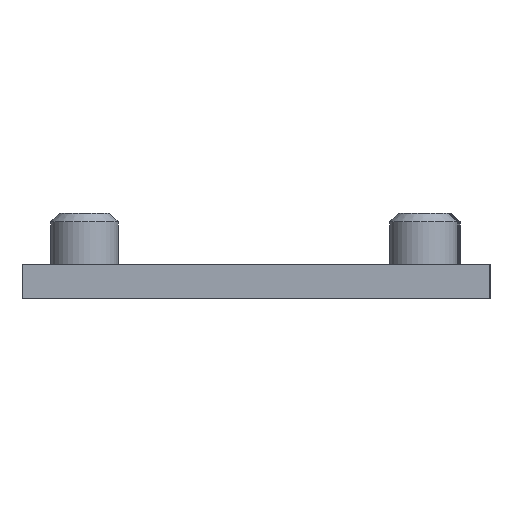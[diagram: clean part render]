
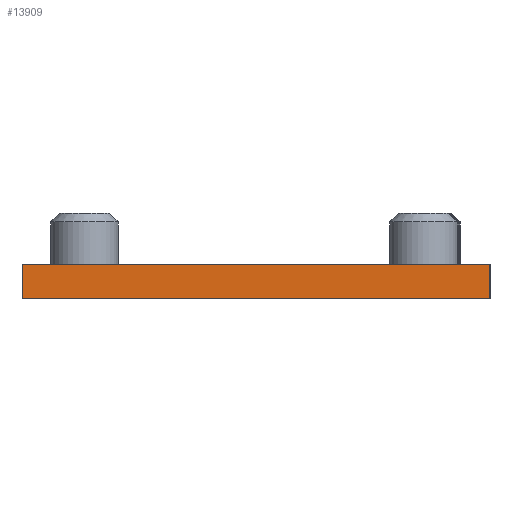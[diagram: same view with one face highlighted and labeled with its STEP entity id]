
A CAD part, left-side view. The second image highlights one B-rep face of the part: STEP entity #13909.
In plain terms, the highlighted planar face has unit normal (-1, 0, 0).
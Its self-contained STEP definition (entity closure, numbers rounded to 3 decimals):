
#94 = PLANE('',#95);
#95 = AXIS2_PLACEMENT_3D('',#96,#97,#98);
#96 = CARTESIAN_POINT('',(90.009,-32.593,-6.));
#97 = DIRECTION('',(-0.,-0.,-1.));
#98 = DIRECTION('',(-1.,0.,0.));
#170 = EDGE_CURVE('',#171,#173,#175,.T.);
#171 = VERTEX_POINT('',#172);
#172 = CARTESIAN_POINT('',(0.,-55.,-6.));
#173 = VERTEX_POINT('',#174);
#174 = CARTESIAN_POINT('',(0.,0.,-6.));
#175 = SURFACE_CURVE('',#176,(#180,#186),.PCURVE_S1.);
#176 = LINE('',#177,#178);
#177 = CARTESIAN_POINT('',(0.,-43.796,-6.));
#178 = VECTOR('',#179,1.);
#179 = DIRECTION('',(0.,1.,0.));
#180 = PCURVE('',#94,#181);
#181 = DEFINITIONAL_REPRESENTATION('',(#182),#185);
#182 = B_SPLINE_CURVE_WITH_KNOTS('',1,(#183,#184),.UNSPECIFIED.,.F.,.F.,
  (2,2),(-16.704,49.296),.PIECEWISE_BEZIER_KNOTS.);
#183 = CARTESIAN_POINT('',(90.009,-27.907));
#184 = CARTESIAN_POINT('',(90.009,38.093));
#185 = ( GEOMETRIC_REPRESENTATION_CONTEXT(2) 
PARAMETRIC_REPRESENTATION_CONTEXT() REPRESENTATION_CONTEXT('2D SPACE',''
  ) );
#186 = PCURVE('',#187,#192);
#187 = PLANE('',#188);
#188 = AXIS2_PLACEMENT_3D('',#189,#190,#191);
#189 = CARTESIAN_POINT('',(0.,-55.,0.));
#190 = DIRECTION('',(1.,0.,0.));
#191 = DIRECTION('',(0.,1.,0.));
#192 = DEFINITIONAL_REPRESENTATION('',(#193),#196);
#193 = B_SPLINE_CURVE_WITH_KNOTS('',1,(#194,#195),.UNSPECIFIED.,.F.,.F.,
  (2,2),(-16.704,49.296),.PIECEWISE_BEZIER_KNOTS.);
#194 = CARTESIAN_POINT('',(-5.5,-6.));
#195 = CARTESIAN_POINT('',(60.5,-6.));
#196 = ( GEOMETRIC_REPRESENTATION_CONTEXT(2) 
PARAMETRIC_REPRESENTATION_CONTEXT() REPRESENTATION_CONTEXT('2D SPACE',''
  ) );
#213 = PLANE('',#214);
#214 = AXIS2_PLACEMENT_3D('',#215,#216,#217);
#215 = CARTESIAN_POINT('',(0.,0.,0.));
#216 = DIRECTION('',(0.,-1.,0.));
#217 = DIRECTION('',(1.,0.,0.));
#263 = PLANE('',#264);
#264 = AXIS2_PLACEMENT_3D('',#265,#266,#267);
#265 = CARTESIAN_POINT('',(173.,-55.,0.));
#266 = DIRECTION('',(0.,1.,0.));
#267 = DIRECTION('',(-1.,0.,0.));
#13909 = ADVANCED_FACE('',(#13910),#187,.F.);
#13910 = FACE_BOUND('',#13911,.F.);
#13911 = EDGE_LOOP('',(#13912,#13913,#13936,#13964));
#13912 = ORIENTED_EDGE('',*,*,#170,.F.);
#13913 = ORIENTED_EDGE('',*,*,#13914,.T.);
#13914 = EDGE_CURVE('',#171,#13915,#13917,.T.);
#13915 = VERTEX_POINT('',#13916);
#13916 = CARTESIAN_POINT('',(0.,-55.,-10.));
#13917 = SURFACE_CURVE('',#13918,(#13922,#13929),.PCURVE_S1.);
#13918 = LINE('',#13919,#13920);
#13919 = CARTESIAN_POINT('',(0.,-55.,0.));
#13920 = VECTOR('',#13921,1.);
#13921 = DIRECTION('',(-0.,-0.,-1.));
#13922 = PCURVE('',#187,#13923);
#13923 = DEFINITIONAL_REPRESENTATION('',(#13924),#13928);
#13924 = LINE('',#13925,#13926);
#13925 = CARTESIAN_POINT('',(0.,0.));
#13926 = VECTOR('',#13927,1.);
#13927 = DIRECTION('',(0.,-1.));
#13928 = ( GEOMETRIC_REPRESENTATION_CONTEXT(2) 
PARAMETRIC_REPRESENTATION_CONTEXT() REPRESENTATION_CONTEXT('2D SPACE',''
  ) );
#13929 = PCURVE('',#263,#13930);
#13930 = DEFINITIONAL_REPRESENTATION('',(#13931),#13935);
#13931 = LINE('',#13932,#13933);
#13932 = CARTESIAN_POINT('',(173.,0.));
#13933 = VECTOR('',#13934,1.);
#13934 = DIRECTION('',(0.,-1.));
#13935 = ( GEOMETRIC_REPRESENTATION_CONTEXT(2) 
PARAMETRIC_REPRESENTATION_CONTEXT() REPRESENTATION_CONTEXT('2D SPACE',''
  ) );
#13936 = ORIENTED_EDGE('',*,*,#13937,.T.);
#13937 = EDGE_CURVE('',#13915,#13938,#13940,.T.);
#13938 = VERTEX_POINT('',#13939);
#13939 = CARTESIAN_POINT('',(0.,0.,-10.));
#13940 = SURFACE_CURVE('',#13941,(#13945,#13952),.PCURVE_S1.);
#13941 = LINE('',#13942,#13943);
#13942 = CARTESIAN_POINT('',(0.,-55.,-10.));
#13943 = VECTOR('',#13944,1.);
#13944 = DIRECTION('',(0.,1.,0.));
#13945 = PCURVE('',#187,#13946);
#13946 = DEFINITIONAL_REPRESENTATION('',(#13947),#13951);
#13947 = LINE('',#13948,#13949);
#13948 = CARTESIAN_POINT('',(0.,-10.));
#13949 = VECTOR('',#13950,1.);
#13950 = DIRECTION('',(1.,0.));
#13951 = ( GEOMETRIC_REPRESENTATION_CONTEXT(2) 
PARAMETRIC_REPRESENTATION_CONTEXT() REPRESENTATION_CONTEXT('2D SPACE',''
  ) );
#13952 = PCURVE('',#13953,#13958);
#13953 = PLANE('',#13954);
#13954 = AXIS2_PLACEMENT_3D('',#13955,#13956,#13957);
#13955 = CARTESIAN_POINT('',(86.5,-27.5,-10.));
#13956 = DIRECTION('',(-0.,-0.,-1.));
#13957 = DIRECTION('',(-1.,0.,0.));
#13958 = DEFINITIONAL_REPRESENTATION('',(#13959),#13963);
#13959 = LINE('',#13960,#13961);
#13960 = CARTESIAN_POINT('',(86.5,-27.5));
#13961 = VECTOR('',#13962,1.);
#13962 = DIRECTION('',(0.,1.));
#13963 = ( GEOMETRIC_REPRESENTATION_CONTEXT(2) 
PARAMETRIC_REPRESENTATION_CONTEXT() REPRESENTATION_CONTEXT('2D SPACE',''
  ) );
#13964 = ORIENTED_EDGE('',*,*,#13965,.F.);
#13965 = EDGE_CURVE('',#173,#13938,#13966,.T.);
#13966 = SURFACE_CURVE('',#13967,(#13971,#13978),.PCURVE_S1.);
#13967 = LINE('',#13968,#13969);
#13968 = CARTESIAN_POINT('',(0.,0.,0.));
#13969 = VECTOR('',#13970,1.);
#13970 = DIRECTION('',(-0.,-0.,-1.));
#13971 = PCURVE('',#187,#13972);
#13972 = DEFINITIONAL_REPRESENTATION('',(#13973),#13977);
#13973 = LINE('',#13974,#13975);
#13974 = CARTESIAN_POINT('',(55.,0.));
#13975 = VECTOR('',#13976,1.);
#13976 = DIRECTION('',(0.,-1.));
#13977 = ( GEOMETRIC_REPRESENTATION_CONTEXT(2) 
PARAMETRIC_REPRESENTATION_CONTEXT() REPRESENTATION_CONTEXT('2D SPACE',''
  ) );
#13978 = PCURVE('',#213,#13979);
#13979 = DEFINITIONAL_REPRESENTATION('',(#13980),#13984);
#13980 = LINE('',#13981,#13982);
#13981 = CARTESIAN_POINT('',(0.,0.));
#13982 = VECTOR('',#13983,1.);
#13983 = DIRECTION('',(0.,-1.));
#13984 = ( GEOMETRIC_REPRESENTATION_CONTEXT(2) 
PARAMETRIC_REPRESENTATION_CONTEXT() REPRESENTATION_CONTEXT('2D SPACE',''
  ) );
